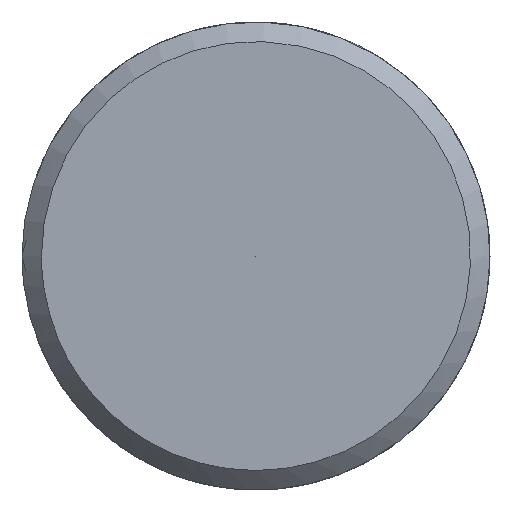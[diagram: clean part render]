
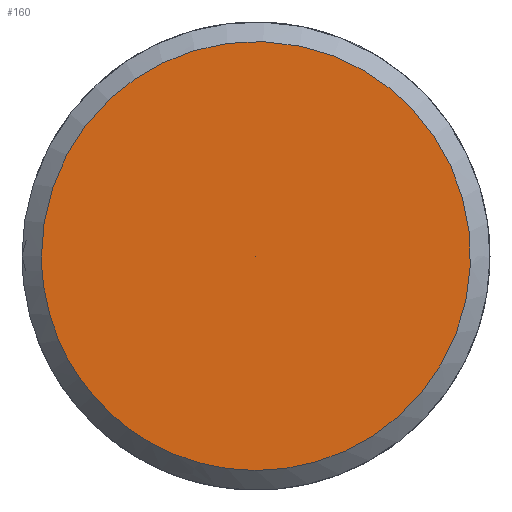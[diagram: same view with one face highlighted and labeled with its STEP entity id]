
A CAD part, left-side view. The second image highlights one B-rep face of the part: STEP entity #160.
In plain terms, the highlighted free-form (B-spline) face has degree [5, 1] with [6, 2] control points.
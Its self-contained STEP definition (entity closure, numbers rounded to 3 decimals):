
#126 = CARTESIAN_POINT ('', (-57., 2.75, 0.));
#127 = VERTEX_POINT ('', #126);
#128 = CARTESIAN_POINT ('', (-57., 0., 0.));
#129 = VERTEX_POINT ('', #128);
#130 = CARTESIAN_POINT ('', (-57., 2.75, 0.));
#131 = CARTESIAN_POINT ('', (-57., 0., 0.));
#132 = B_SPLINE_CURVE_WITH_KNOTS ('', 1, (#130, #131), .UNSPECIFIED., .F., .U., (2, 2), (0., 1.), .UNSPECIFIED.);
#133 = EDGE_CURVE ('', #127, #129, #132, .T.);
#134 = ORIENTED_EDGE ('', *, *, #133, .F.);
#135 = CARTESIAN_POINT ('', (-57., 2.75, 0.));
#136 = CARTESIAN_POINT ('', (-57., 2.75, 11.));
#137 = CARTESIAN_POINT ('', (-57., -8.25, 5.5));
#138 = CARTESIAN_POINT ('', (-57., -8.25, -5.5));
#139 = CARTESIAN_POINT ('', (-57., 2.75, -11.));
#140 = CARTESIAN_POINT ('', (-57., 2.75, 0.));
#141 = (
   BOUNDED_CURVE ()
   B_SPLINE_CURVE (5, (#135, #136, #137, #138, #139, #140), .UNSPECIFIED., .T., .U.)
   B_SPLINE_CURVE_WITH_KNOTS ((6, 6), (0., 1.), .UNSPECIFIED.)
   CURVE ()
   GEOMETRIC_REPRESENTATION_ITEM ()
   RATIONAL_B_SPLINE_CURVE ((5., 1., 1., 1., 1., 5.))
   REPRESENTATION_ITEM ('')
);
#142 = EDGE_CURVE ('', #127, #127, #141, .T.);
#143 = ORIENTED_EDGE ('', *, *, #142, .T.);
#144 = ORIENTED_EDGE ('', *, *, #133, .T.);
#145 = EDGE_LOOP ('', (#134, #143, #144));
#146 = FACE_OUTER_BOUND ('', #145, .F.);
#147 = CARTESIAN_POINT ('', (-57., 2.75, 0.));
#148 = CARTESIAN_POINT ('', (-57., 0., 0.));
#149 = CARTESIAN_POINT ('', (-57., 2.75, 11.));
#150 = CARTESIAN_POINT ('', (-57., 0., 0.));
#151 = CARTESIAN_POINT ('', (-57., -8.25, 5.5));
#152 = CARTESIAN_POINT ('', (-57., 0., 0.));
#153 = CARTESIAN_POINT ('', (-57., -8.25, -5.5));
#154 = CARTESIAN_POINT ('', (-57., 0., 0.));
#155 = CARTESIAN_POINT ('', (-57., 2.75, -11.));
#156 = CARTESIAN_POINT ('', (-57., 0., 0.));
#157 = CARTESIAN_POINT ('', (-57., 2.75, 0.));
#158 = CARTESIAN_POINT ('', (-57., 0., 0.));
#159 = (
   BOUNDED_SURFACE ()
   B_SPLINE_SURFACE (5, 1, ((#147, #148), (#149, #150), (#151, #152), (#153, #154), (#155, #156), (#157, #158)), .UNSPECIFIED., .T., .F., .U.)
   B_SPLINE_SURFACE_WITH_KNOTS ((6, 6), (2, 2), (0., 1.), (0., 1.), .UNSPECIFIED.)
   SURFACE ()
   GEOMETRIC_REPRESENTATION_ITEM ()
   RATIONAL_B_SPLINE_SURFACE (((5., 5.), (1., 1.), (1., 1.), (1., 1.), (1., 1.), (5., 5.)))
   REPRESENTATION_ITEM ('')
);
#160 = ADVANCED_FACE ('', (#146), #159, .F.);
